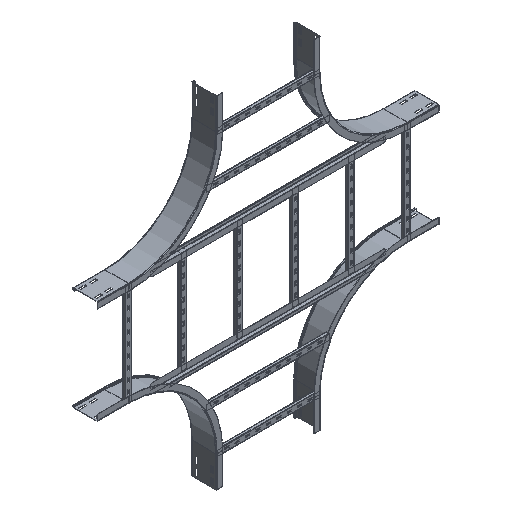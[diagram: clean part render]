
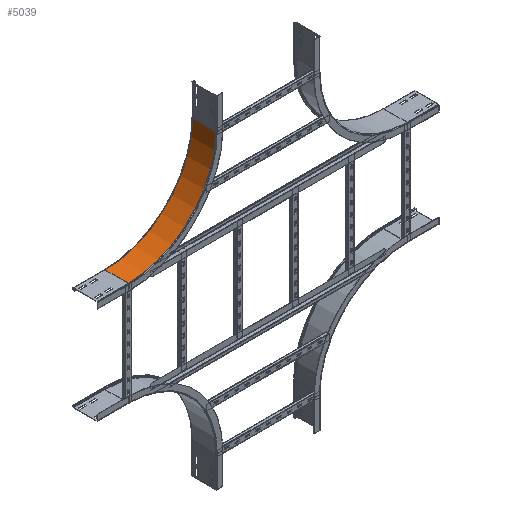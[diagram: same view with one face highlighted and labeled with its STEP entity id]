
A CAD part, isometric view. The second image highlights one B-rep face of the part: STEP entity #5039.
In plain terms, the highlighted cylindrical face has radius 420 mm (diameter 840 mm), a partial arc.
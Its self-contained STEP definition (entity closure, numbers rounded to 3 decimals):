
#188=CIRCLE('',#5434,420.);
#190=CIRCLE('',#5437,420.);
#276=CYLINDRICAL_SURFACE('',#5436,420.);
#368=FACE_OUTER_BOUND('',#666,.T.);
#666=EDGE_LOOP('',(#3578,#3579,#3580,#3581));
#1064=LINE('',#7413,#1674);
#1094=LINE('',#7492,#1704);
#1674=VECTOR('',#5968,10.);
#1704=VECTOR('',#6048,10.);
#2254=VERTEX_POINT('',#7406);
#2256=VERTEX_POINT('',#7412);
#2279=VERTEX_POINT('',#7486);
#2280=VERTEX_POINT('',#7490);
#2724=EDGE_CURVE('',#2254,#2256,#1064,.T.);
#2761=EDGE_CURVE('',#2279,#2254,#188,.T.);
#2763=EDGE_CURVE('',#2280,#2256,#190,.T.);
#2764=EDGE_CURVE('',#2279,#2280,#1094,.T.);
#3578=ORIENTED_EDGE('',*,*,#2724,.T.);
#3579=ORIENTED_EDGE('',*,*,#2763,.F.);
#3580=ORIENTED_EDGE('',*,*,#2764,.F.);
#3581=ORIENTED_EDGE('',*,*,#2761,.T.);
#5039=ADVANCED_FACE('',(#368),#276,.F.);
#5434=AXIS2_PLACEMENT_3D('',#7487,#6040,#6041);
#5436=AXIS2_PLACEMENT_3D('',#7489,#6044,#6045);
#5437=AXIS2_PLACEMENT_3D('',#7491,#6046,#6047);
#5968=DIRECTION('',(0.,1.,0.));
#6040=DIRECTION('center_axis',(0.,-1.,0.));
#6041=DIRECTION('ref_axis',(-1.,0.,0.));
#6044=DIRECTION('center_axis',(0.,-1.,0.));
#6045=DIRECTION('ref_axis',(-1.,0.,0.));
#6046=DIRECTION('center_axis',(0.,-1.,0.));
#6047=DIRECTION('ref_axis',(-1.,0.,0.));
#6048=DIRECTION('',(0.,1.,0.));
#7406=CARTESIAN_POINT('',(451.,4.,-420.));
#7412=CARTESIAN_POINT('',(451.,116.,-420.));
#7413=CARTESIAN_POINT('',(451.,116.,-420.));
#7486=CARTESIAN_POINT('',(31.,4.,0.));
#7487=CARTESIAN_POINT('Origin',(451.,4.,0.));
#7489=CARTESIAN_POINT('Origin',(451.,54.966,0.));
#7490=CARTESIAN_POINT('',(31.,116.,0.));
#7491=CARTESIAN_POINT('Origin',(451.,116.,0.));
#7492=CARTESIAN_POINT('',(31.,-27.524,0.));
